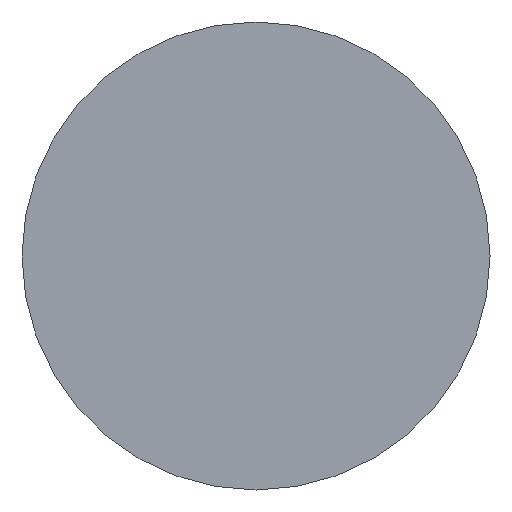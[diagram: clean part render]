
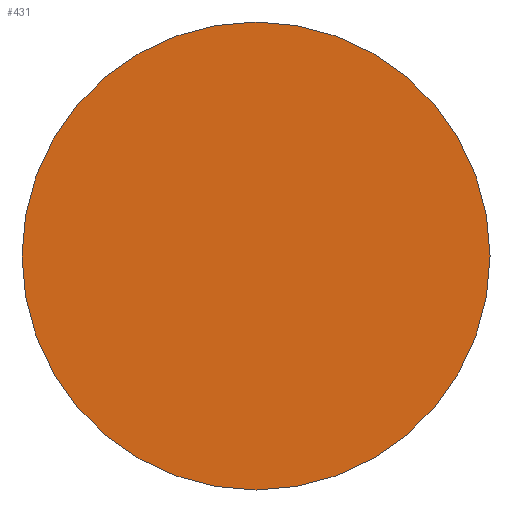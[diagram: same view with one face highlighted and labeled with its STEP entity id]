
A CAD part, front view. The second image highlights one B-rep face of the part: STEP entity #431.
In plain terms, the highlighted planar face has unit normal (0, -1, 0).
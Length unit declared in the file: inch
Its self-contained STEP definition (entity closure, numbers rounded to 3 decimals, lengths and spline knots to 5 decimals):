
#8 = DIRECTION ( 'NONE',  ( 0., -1., 0. ) ) ;
#35 = FACE_OUTER_BOUND ( 'NONE', #60, .T. ) ;
#47 = DIRECTION ( 'NONE',  ( 0., 0., -1. ) ) ;
#55 = AXIS2_PLACEMENT_3D ( 'NONE', #111, #8, #399 ) ;
#60 = EDGE_LOOP ( 'NONE', ( #444, #377 ) ) ;
#62 = DIRECTION ( 'NONE',  ( 0., 0., -1. ) ) ;
#95 = CARTESIAN_POINT ( 'NONE',  ( 0., 0., -0.1875 ) ) ;
#103 = CIRCLE ( 'NONE', #230, 0.1875 ) ;
#111 = CARTESIAN_POINT ( 'NONE',  ( 0., 0., 0. ) ) ;
#126 = CARTESIAN_POINT ( 'NONE',  ( 0., 0., 0.1875 ) ) ;
#131 = VERTEX_POINT ( 'NONE', #95 ) ;
#133 = EDGE_CURVE ( 'NONE', #369, #131, #103, .T. ) ;
#217 = DIRECTION ( 'NONE',  ( 0., -1., 0. ) ) ;
#223 = CIRCLE ( 'NONE', #322, 0.1875 ) ;
#230 = AXIS2_PLACEMENT_3D ( 'NONE', #311, #290, #62 ) ;
#259 = CARTESIAN_POINT ( 'NONE',  ( 0., 0., 0. ) ) ;
#290 = DIRECTION ( 'NONE',  ( 0., -1., 0. ) ) ;
#311 = CARTESIAN_POINT ( 'NONE',  ( 0., 0., 0. ) ) ;
#321 = PLANE ( 'NONE',  #55 ) ;
#322 = AXIS2_PLACEMENT_3D ( 'NONE', #259, #217, #47 ) ;
#369 = VERTEX_POINT ( 'NONE', #126 ) ;
#377 = ORIENTED_EDGE ( 'NONE', *, *, #133, .T. ) ;
#399 = DIRECTION ( 'NONE',  ( 0., 0., -1. ) ) ;
#431 = ADVANCED_FACE ( 'NONE', ( #35 ), #321, .T. ) ;
#435 = EDGE_CURVE ( 'NONE', #131, #369, #223, .T. ) ;
#444 = ORIENTED_EDGE ( 'NONE', *, *, #435, .T. ) ;
